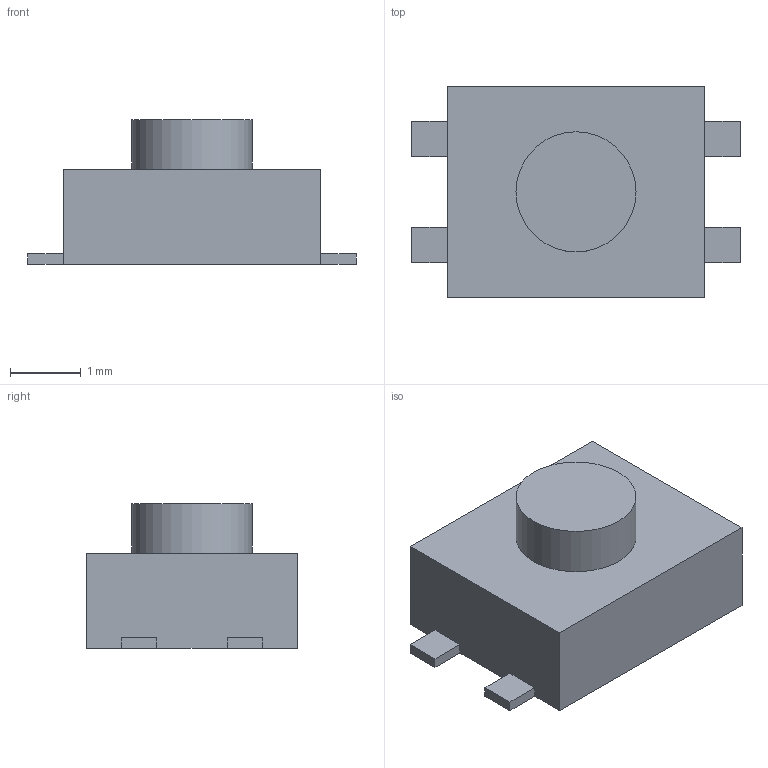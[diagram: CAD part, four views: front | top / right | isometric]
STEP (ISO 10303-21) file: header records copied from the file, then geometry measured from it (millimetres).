
FILE_DESCRIPTION(('FreeCAD Model'),'2;1');
FILE_NAME('Open CASCADE Shape Model','2021-08-28T21:59:53',('Author'),( ''),'Open CASCADE STEP processor 7.4','FreeCAD','Unknown');
FILE_SCHEMA(('AUTOMOTIVE_DESIGN { 1 0 10303 214 1 1 1 1 }'));
Length unit declared in the file: millimetre
Products named in the file (1): Pad002
Bounding box: 4.65 x 3 x 2.05 mm (x, y, z)
Volume: 16.5 mm3; surface area: 46.2 mm2
Topology: 1 solids, 1 shells, 28 faces, 67 edges, 42 vertices
Faces by surface type: plane 27, cylinder 1
Full cylindrical faces by diameter (mm): 1.7 x1
Entity records: 811 total; most frequent: CARTESIAN_POINT 138, ORIENTED_EDGE 134, DIRECTION 127, EDGE_CURVE 67, LINE 65, VECTOR 65, VERTEX_POINT 42, AXIS2_PLACEMENT_3D 31
